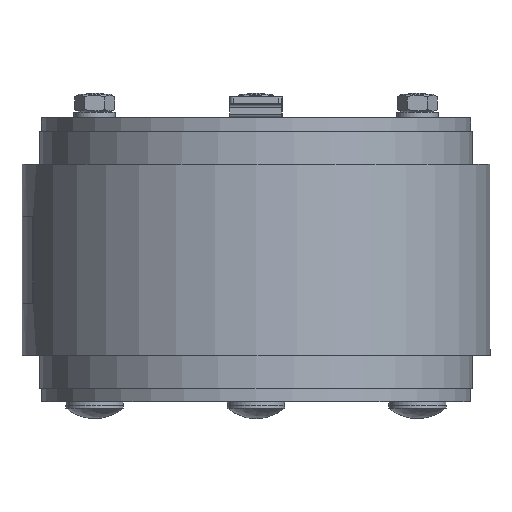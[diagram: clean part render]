
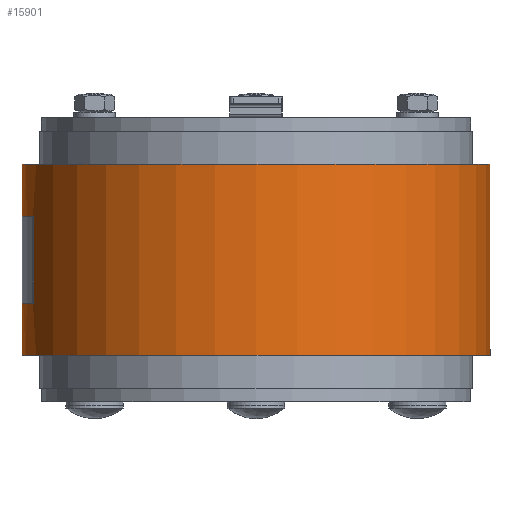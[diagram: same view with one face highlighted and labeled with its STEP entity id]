
A CAD part, front view. The second image highlights one B-rep face of the part: STEP entity #15901.
In plain terms, the highlighted cylindrical face has radius 67.5 mm (diameter 135 mm), a partial arc.
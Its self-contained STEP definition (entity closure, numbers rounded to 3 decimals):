
#744=CIRCLE('',#16788,67.5);
#746=CIRCLE('',#16791,67.5);
#748=CIRCLE('',#16794,67.5);
#750=CIRCLE('',#16798,67.5);
#752=CIRCLE('',#16811,67.5);
#754=CIRCLE('',#16815,67.5);
#757=CIRCLE('',#16819,67.5);
#758=CIRCLE('',#16821,67.5);
#853=CYLINDRICAL_SURFACE('',#16825,67.5);
#2523=LINE('',#26632,#4249);
#2530=LINE('',#26649,#4256);
#2540=LINE('',#26668,#4266);
#2549=LINE('',#26691,#4275);
#2556=LINE('',#26715,#4282);
#2557=LINE('',#26717,#4283);
#4249=VECTOR('',#20259,25.);
#4256=VECTOR('',#20276,15.);
#4266=VECTOR('',#20296,15.);
#4275=VECTOR('',#20319,25.);
#4282=VECTOR('',#20346,15.);
#4283=VECTOR('',#20349,15.);
#5766=FACE_OUTER_BOUND('',#6705,.T.);
#6705=EDGE_LOOP('',(#14941,#14942,#14943,#14944,#14945,#14946,#14947,#14948,
#14949,#14950,#14951,#14952,#14953,#14954));
#8398=VERTEX_POINT('',#26604);
#8399=VERTEX_POINT('',#26605);
#8402=VERTEX_POINT('',#26613);
#8403=VERTEX_POINT('',#26614);
#8406=VERTEX_POINT('',#26622);
#8407=VERTEX_POINT('',#26623);
#8410=VERTEX_POINT('',#26631);
#8412=VERTEX_POINT('',#26637);
#8422=VERTEX_POINT('',#26681);
#8423=VERTEX_POINT('',#26682);
#8426=VERTEX_POINT('',#26690);
#8428=VERTEX_POINT('',#26696);
#8431=VERTEX_POINT('',#26704);
#8432=VERTEX_POINT('',#26708);
#10561=EDGE_CURVE('',#8398,#8399,#744,.T.);
#10565=EDGE_CURVE('',#8402,#8403,#746,.T.);
#10569=EDGE_CURVE('',#8406,#8407,#748,.T.);
#10573=EDGE_CURVE('',#8407,#8410,#2523,.T.);
#10576=EDGE_CURVE('',#8410,#8412,#750,.T.);
#10582=EDGE_CURVE('',#8398,#8412,#2530,.T.);
#10592=EDGE_CURVE('',#8406,#8403,#2540,.T.);
#10599=EDGE_CURVE('',#8422,#8423,#752,.T.);
#10603=EDGE_CURVE('',#8426,#8422,#2549,.T.);
#10606=EDGE_CURVE('',#8428,#8426,#754,.T.);
#10611=EDGE_CURVE('',#8431,#8399,#757,.T.);
#10612=EDGE_CURVE('',#8402,#8432,#758,.T.);
#10616=EDGE_CURVE('',#8432,#8428,#2556,.T.);
#10617=EDGE_CURVE('',#8423,#8431,#2557,.T.);
#14941=ORIENTED_EDGE('',*,*,#10611,.F.);
#14942=ORIENTED_EDGE('',*,*,#10617,.F.);
#14943=ORIENTED_EDGE('',*,*,#10599,.F.);
#14944=ORIENTED_EDGE('',*,*,#10603,.F.);
#14945=ORIENTED_EDGE('',*,*,#10606,.F.);
#14946=ORIENTED_EDGE('',*,*,#10616,.F.);
#14947=ORIENTED_EDGE('',*,*,#10612,.F.);
#14948=ORIENTED_EDGE('',*,*,#10565,.T.);
#14949=ORIENTED_EDGE('',*,*,#10592,.F.);
#14950=ORIENTED_EDGE('',*,*,#10569,.T.);
#14951=ORIENTED_EDGE('',*,*,#10573,.T.);
#14952=ORIENTED_EDGE('',*,*,#10576,.T.);
#14953=ORIENTED_EDGE('',*,*,#10582,.F.);
#14954=ORIENTED_EDGE('',*,*,#10561,.T.);
#15901=ADVANCED_FACE('',(#5766),#853,.T.);
#16788=AXIS2_PLACEMENT_3D('',#26606,#20235,#20236);
#16791=AXIS2_PLACEMENT_3D('',#26615,#20243,#20244);
#16794=AXIS2_PLACEMENT_3D('',#26624,#20251,#20252);
#16798=AXIS2_PLACEMENT_3D('',#26638,#20264,#20265);
#16811=AXIS2_PLACEMENT_3D('',#26683,#20311,#20312);
#16815=AXIS2_PLACEMENT_3D('',#26697,#20324,#20325);
#16819=AXIS2_PLACEMENT_3D('',#26706,#20334,#20335);
#16821=AXIS2_PLACEMENT_3D('',#26709,#20338,#20339);
#16825=AXIS2_PLACEMENT_3D('',#26719,#20351,#20352);
#20235=DIRECTION('center_axis',(0.,1.,0.));
#20236=DIRECTION('ref_axis',(0.,0.,1.));
#20243=DIRECTION('center_axis',(0.,-1.,0.));
#20244=DIRECTION('ref_axis',(0.,0.,1.));
#20251=DIRECTION('center_axis',(0.,1.,0.));
#20252=DIRECTION('ref_axis',(0.,0.,1.));
#20259=DIRECTION('',(0.,-1.,0.));
#20264=DIRECTION('center_axis',(0.,-1.,0.));
#20265=DIRECTION('ref_axis',(0.,0.,1.));
#20276=DIRECTION('',(0.,1.,0.));
#20296=DIRECTION('',(0.,1.,0.));
#20311=DIRECTION('center_axis',(0.,-1.,0.));
#20312=DIRECTION('ref_axis',(-0.315,0.,-0.949));
#20319=DIRECTION('',(0.,-1.,0.));
#20324=DIRECTION('center_axis',(0.,1.,0.));
#20325=DIRECTION('ref_axis',(0.,0.,-1.));
#20334=DIRECTION('center_axis',(0.,-1.,0.));
#20335=DIRECTION('ref_axis',(0.,0.,-1.));
#20338=DIRECTION('center_axis',(0.,1.,0.));
#20339=DIRECTION('ref_axis',(0.,0.,-1.));
#20346=DIRECTION('',(0.,-1.,0.));
#20349=DIRECTION('',(0.,-1.,0.));
#20351=DIRECTION('center_axis',(0.,1.,0.));
#20352=DIRECTION('ref_axis',(0.,0.,-1.));
#26604=CARTESIAN_POINT('',(-102.094,-27.5,5.));
#26605=CARTESIAN_POINT('',(-102.094,-27.5,-130.));
#26606=CARTESIAN_POINT('Origin',(-102.094,-27.5,-62.5));
#26613=CARTESIAN_POINT('',(-102.094,27.5,-130.));
#26614=CARTESIAN_POINT('',(-102.094,27.5,5.));
#26615=CARTESIAN_POINT('Origin',(-102.094,27.5,-62.5));
#26622=CARTESIAN_POINT('',(-102.094,12.5,5.));
#26623=CARTESIAN_POINT('',(-81.657,12.5,1.832));
#26624=CARTESIAN_POINT('Origin',(-102.094,12.5,-62.5));
#26631=CARTESIAN_POINT('',(-81.657,-12.5,1.832));
#26632=CARTESIAN_POINT('',(-81.657,0.,1.832));
#26637=CARTESIAN_POINT('',(-102.094,-12.5,5.));
#26638=CARTESIAN_POINT('Origin',(-102.094,-12.5,-62.5));
#26649=CARTESIAN_POINT('',(-102.094,-13.75,5.));
#26668=CARTESIAN_POINT('',(-102.094,6.25,5.));
#26681=CARTESIAN_POINT('',(-123.335,-12.5,-126.571));
#26682=CARTESIAN_POINT('',(-102.102,-12.5,-130.));
#26683=CARTESIAN_POINT('Origin',(-102.094,-12.5,-62.5));
#26690=CARTESIAN_POINT('',(-123.335,12.5,-126.571));
#26691=CARTESIAN_POINT('',(-123.335,-12.5,-126.571));
#26696=CARTESIAN_POINT('',(-102.102,12.5,-130.));
#26697=CARTESIAN_POINT('Origin',(-102.094,12.5,-62.5));
#26704=CARTESIAN_POINT('',(-102.102,-27.5,-130.));
#26706=CARTESIAN_POINT('Origin',(-102.094,-27.5,-62.5));
#26708=CARTESIAN_POINT('',(-102.102,27.5,-130.));
#26709=CARTESIAN_POINT('Origin',(-102.094,27.5,-62.5));
#26715=CARTESIAN_POINT('',(-102.102,-27.5,-130.));
#26717=CARTESIAN_POINT('',(-102.102,-27.5,-130.));
#26719=CARTESIAN_POINT('Origin',(-102.094,0.,
-62.5));
